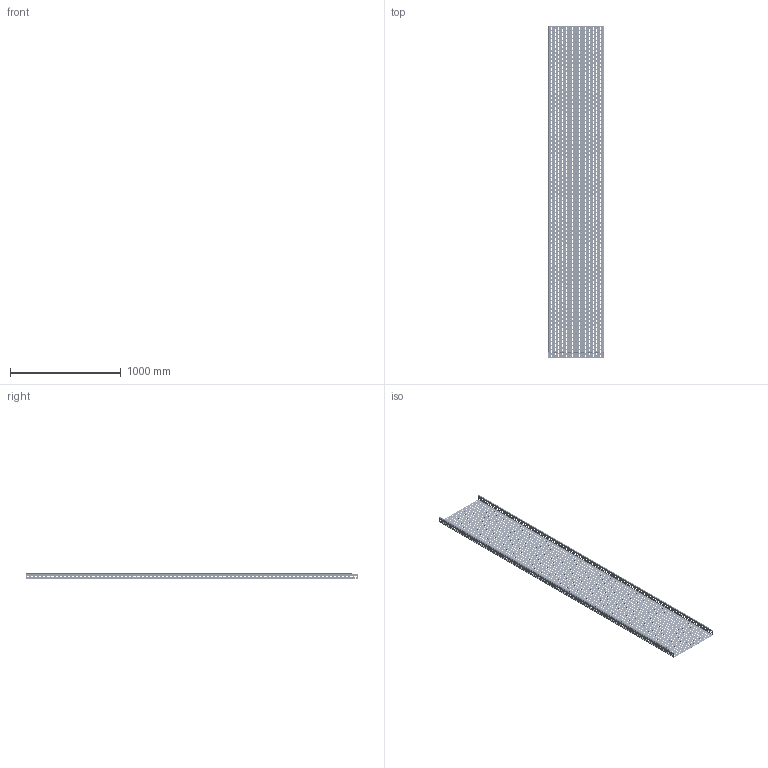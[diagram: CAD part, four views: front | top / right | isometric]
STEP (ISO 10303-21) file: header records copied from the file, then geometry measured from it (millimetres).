
FILE_DESCRIPTION(/* description */ (''),/* implementation_level */ '2;1');
FILE_NAME(/* name */ 'KCL500H60_3.stp',/* time_stamp */ '2020-03-24T11:34:58+01:00',/* author */ ('stanislaw.luczak'),/* organization */ (''),/* preprocessor_version */ 'ST-DEVELOPER v18',/* originating_system */ 'Autodesk Inventor 2020',/* authorisation */ '');
FILE_SCHEMA (('AUTOMOTIVE_DESIGN { 1 0 10303 214 3 1 1 }'));
Products named in the file (1): 500H60N_KGJ_3M
Bounding box: 501.4 x 3000 x 60.67 mm (x, y, z)
Volume: 1159527.3 mm3; surface area: 3379639.4 mm2
Topology: 1 solids, 1 shells, 6329 faces, 19055 edges, 12690 vertices
Faces by surface type: cylinder 3187, plane 3134, torus 6, bspline 2
Entity records: 222168 total; most frequent: CARTESIAN_POINT 38511, ORIENTED_EDGE 38110, DIRECTION 38013, EDGE_CURVE 19055, VERTEX_POINT 12690, AXIS2_PLACEMENT_3D 12690, LINE 12633, VECTOR 12633
